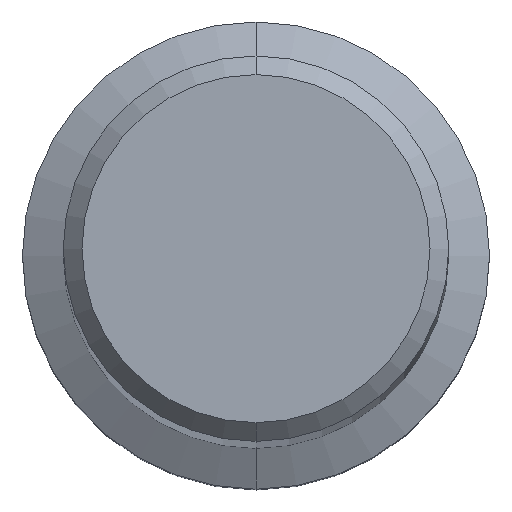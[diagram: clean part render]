
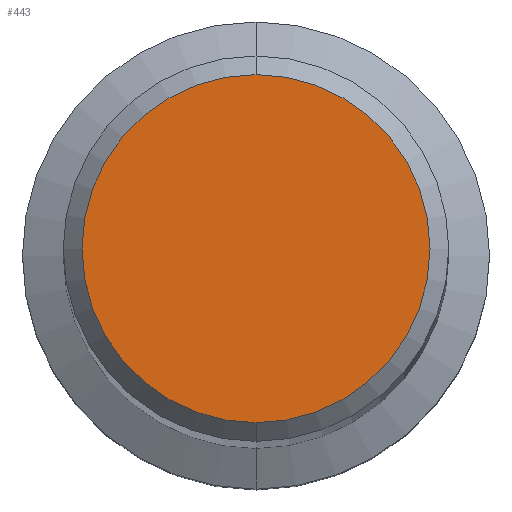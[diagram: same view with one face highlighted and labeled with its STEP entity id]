
A CAD part, top view. The second image highlights one B-rep face of the part: STEP entity #443.
In plain terms, the highlighted planar face has unit normal (0, 0, 1).
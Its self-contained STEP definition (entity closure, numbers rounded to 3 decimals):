
#417=EDGE_CURVE('',#429,#455,#793,.T.);
#429=VERTEX_POINT('',#805);
#443=ADVANCED_FACE('',(#822),#823,.T.);
#455=VERTEX_POINT('',#836);
#511=EDGE_CURVE('',#455,#429,#902,.T.);
#793=CIRCLE('',#1449,7.45);
#805=CARTESIAN_POINT('',(0.,-7.45,0.0));
#822=FACE_OUTER_BOUND('',#1488,.T.);
#823=PLANE('',#1489);
#836=CARTESIAN_POINT('',(0.0,7.45,0.0));
#902=CIRCLE('',#1636,7.45);
#1449=AXIS2_PLACEMENT_3D('',#1954,#1955,#1956);
#1488=EDGE_LOOP('',(#1995,#1996));
#1489=AXIS2_PLACEMENT_3D('',#1997,#1998,#1999);
#1636=AXIS2_PLACEMENT_3D('',#2114,#2115,#2116);
#1954=CARTESIAN_POINT('',(0.0,0.0,0.0));
#1955=DIRECTION('',(0.0,0.0,-1.0));
#1956=DIRECTION('',(0.0,1.0,0.0));
#1995=ORIENTED_EDGE('',*,*,#511,.F.);
#1996=ORIENTED_EDGE('',*,*,#417,.F.);
#1997=CARTESIAN_POINT('',(0.0,3.725,0.0));
#1998=DIRECTION('',(-0.0,0.0,1.0));
#1999=DIRECTION('',(0.0,-1.0,0.0));
#2114=CARTESIAN_POINT('',(0.0,0.0,0.0));
#2115=DIRECTION('',(0.0,0.0,-1.0));
#2116=DIRECTION('',(0.0,1.0,0.0));
